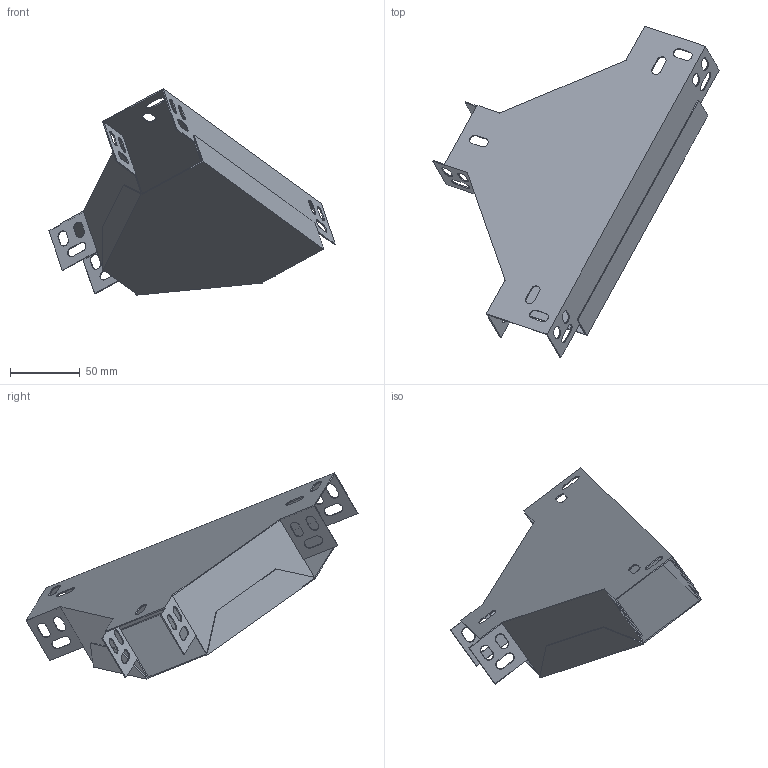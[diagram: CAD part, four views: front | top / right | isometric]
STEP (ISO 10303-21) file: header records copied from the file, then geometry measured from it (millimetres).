
FILE_DESCRIPTION (( 'STEP AP203' ), '1' );
FILE_NAME ('CLP1T-050-050-M-HDZ Ðàçâåòâèòåëü Ò-îáðàçíûé 50õ50 IEK HDZ.STEP', '2016-02-24T11:38:29', ( '' ), ( '' ), 'SwSTEP 2.0', 'SolidWorks 2014', '' );
FILE_SCHEMA (( 'CONFIG_CONTROL_DESIGN' ));
Length unit declared in the file: millimetre
Products named in the file (1): CLP1T-050-050-M-HDZ Ðàçâåòâèòåëü Ò-îáðàçíûé 50õ50 IEK HDZ
Bounding box: 205.6 x 238.4 x 148.19 mm (x, y, z)
Volume: 57485.3 mm3; surface area: 145687.7 mm2
Topology: 2 solids, 2 shells, 160 faces, 458 edges, 302 vertices
Faces by surface type: plane 114, cylinder 46
Entity records: 5361 total; most frequent: CARTESIAN_POINT 921, ORIENTED_EDGE 916, DIRECTION 872, EDGE_CURVE 458, VECTOR 366, LINE 366, VERTEX_POINT 302, AXIS2_PLACEMENT_3D 253
